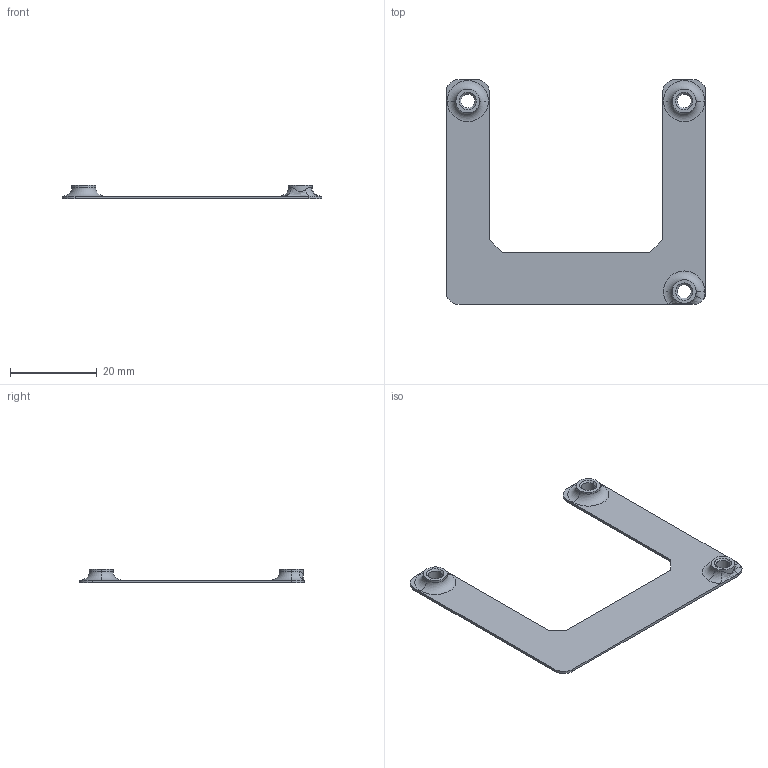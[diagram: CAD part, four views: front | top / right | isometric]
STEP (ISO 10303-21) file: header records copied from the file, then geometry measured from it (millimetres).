
FILE_DESCRIPTION (( 'STEP AP203' ), '1' );
FILE_NAME ('Dual-Head-Motor-DriverIsolation.STEP', '2025-01-13T09:09:13', ( '' ), ( '' ), 'SwSTEP 2.0', 'SolidWorks 2024', '' );
FILE_SCHEMA (( 'CONFIG_CONTROL_DESIGN' ));
Length unit declared in the file: millimetre
Products named in the file (1): Dual-Head-Motor-DriverIsolation
Bounding box: 60 x 52 x 3.1 mm (x, y, z)
Volume: 1057.3 mm3; surface area: 3335.1 mm2
Topology: 1 solids, 1 shells, 54 faces, 129 edges, 79 vertices
Faces by surface type: cylinder 18, plane 15, cone 12, torus 7, bspline 2
Entity records: 1772 total; most frequent: CARTESIAN_POINT 387, DIRECTION 299, ORIENTED_EDGE 258, EDGE_CURVE 129, AXIS2_PLACEMENT_3D 119, VERTEX_POINT 79, CIRCLE 66, EDGE_LOOP 62
